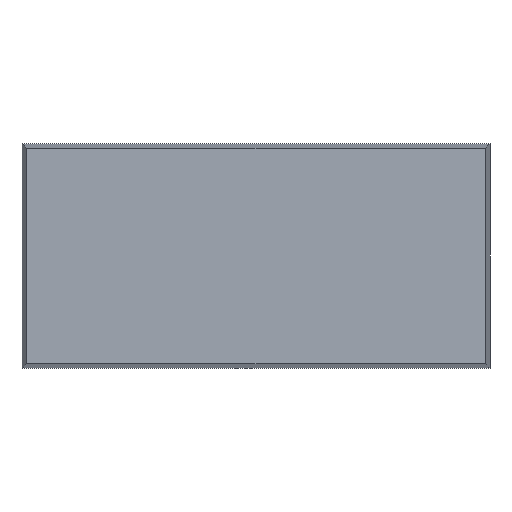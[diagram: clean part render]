
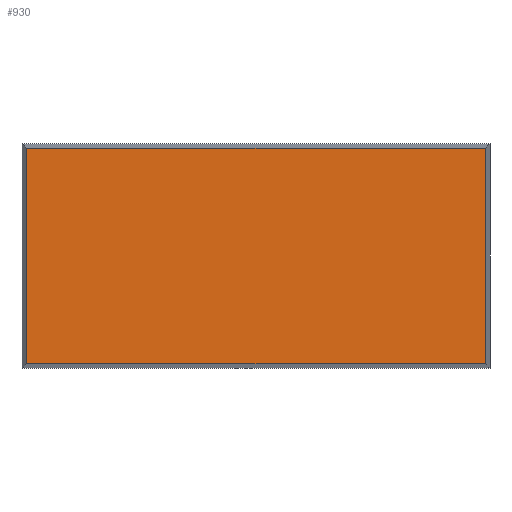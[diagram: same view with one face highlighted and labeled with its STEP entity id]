
A CAD part, top view. The second image highlights one B-rep face of the part: STEP entity #930.
In plain terms, the highlighted planar face has unit normal (0, 0, 1).
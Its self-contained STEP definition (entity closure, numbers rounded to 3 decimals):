
#293=DIRECTION('',(0.,-1.,0.));
#294=VECTOR('',#293,9.8);
#295=CARTESIAN_POINT('',(137.183,23.227,0.55));
#296=LINE('',#295,#294);
#300=DIRECTION('',(-1.,0.,0.));
#301=VECTOR('',#300,4.6);
#302=CARTESIAN_POINT('',(141.783,23.227,0.55));
#303=LINE('',#302,#301);
#307=DIRECTION('',(0.,1.,0.));
#308=VECTOR('',#307,9.8);
#309=CARTESIAN_POINT('',(141.783,13.427,0.55));
#310=LINE('',#309,#308);
#328=DIRECTION('',(-1.,0.,0.));
#329=VECTOR('',#328,4.6);
#330=CARTESIAN_POINT('',(141.783,13.427,0.55));
#331=LINE('',#330,#329);
#624=CARTESIAN_POINT('',(141.783,23.227,0.55));
#626=VERTEX_POINT('',#624);
#630=CARTESIAN_POINT('',(141.783,13.427,0.55));
#631=VERTEX_POINT('',#630);
#632=CARTESIAN_POINT('',(137.183,23.227,0.55));
#633=VERTEX_POINT('',#632);
#634=CARTESIAN_POINT('',(137.183,13.427,0.55));
#635=VERTEX_POINT('',#634);
#917=CARTESIAN_POINT('',(137.083,22.222,0.55));
#918=DIRECTION('',(0.,0.,1.));
#919=DIRECTION('',(0.,-1.,0.));
#920=AXIS2_PLACEMENT_3D('',#917,#918,#919);
#921=PLANE('',#920);
#922=ORIENTED_EDGE('',*,*,#901,.F.);
#923=ORIENTED_EDGE('',*,*,#884,.F.);
#925=ORIENTED_EDGE('',*,*,#924,.F.);
#927=ORIENTED_EDGE('',*,*,#926,.T.);
#928=EDGE_LOOP('',(#922,#923,#925,#927));
#929=FACE_OUTER_BOUND('',#928,.F.);
#884=EDGE_CURVE('',#626,#633,#303,.T.);
#901=EDGE_CURVE('',#633,#635,#296,.T.);
#924=EDGE_CURVE('',#631,#626,#310,.T.);
#926=EDGE_CURVE('',#631,#635,#331,.T.);
#930=ADVANCED_FACE('',(#929),#921,.T.);
